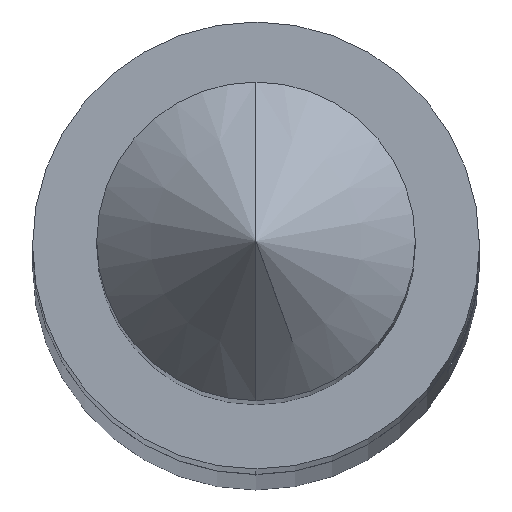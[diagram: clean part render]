
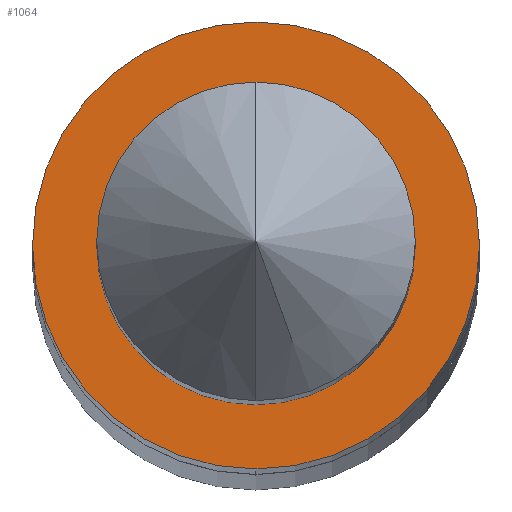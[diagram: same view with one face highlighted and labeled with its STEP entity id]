
A CAD part, top view. The second image highlights one B-rep face of the part: STEP entity #1064.
In plain terms, the highlighted planar face has unit normal (0, 0, 1).
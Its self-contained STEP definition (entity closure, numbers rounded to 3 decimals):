
#37 = DIRECTION ( 'NONE',  ( 0., 1., 0. ) ) ;
#38 = DIRECTION ( 'NONE',  ( 0., 0., -1. ) ) ;
#41 = PLANE ( 'NONE',  #2494 ) ;
#45 = CARTESIAN_POINT ( 'NONE',  ( 0., 0.17, 0. ) ) ;
#301 = ORIENTED_EDGE ( 'NONE', *, *, #2919, .T. ) ;
#822 = ORIENTED_EDGE ( 'NONE', *, *, #2476, .F. ) ;
#823 = ORIENTED_EDGE ( 'NONE', *, *, #2918, .F. ) ;
#824 = ORIENTED_EDGE ( 'NONE', *, *, #2470, .T. ) ;
#1064 = ADVANCED_FACE ( 'NONE', ( #5128, #5133 ), #41, .F. ) ;
#1524 = CIRCLE ( 'NONE', #1849, 0.17 ) ;
#1525 = CIRCLE ( 'NONE', #1850, 0.238 ) ;
#1621 = CARTESIAN_POINT ( 'NONE',  ( 0., 0., 0. ) ) ;
#1622 = DIRECTION ( 'NONE',  ( 0., 0., 1. ) ) ;
#1623 = DIRECTION ( 'NONE',  ( 0., -1., 0. ) ) ;
#1815 = AXIS2_PLACEMENT_3D ( 'NONE', #2355, #2356, #2357 ) ;
#1817 = AXIS2_PLACEMENT_3D ( 'NONE', #1621, #1622, #1623 ) ;
#1849 = AXIS2_PLACEMENT_3D ( 'NONE', #4532, #4533, #4534 ) ;
#1850 = AXIS2_PLACEMENT_3D ( 'NONE', #4535, #4536, #4537 ) ;
#2045 = VERTEX_POINT ( 'NONE', #3325 ) ;
#2046 = VERTEX_POINT ( 'NONE', #3326 ) ;
#2052 = VERTEX_POINT ( 'NONE', #3332 ) ;
#2065 = VERTEX_POINT ( 'NONE', #3345 ) ;
#2355 = CARTESIAN_POINT ( 'NONE',  ( 0., 0., 0. ) ) ;
#2356 = DIRECTION ( 'NONE',  ( 0., 0., 1. ) ) ;
#2357 = DIRECTION ( 'NONE',  ( 0., -1., 0. ) ) ;
#2470 = EDGE_CURVE ( 'NONE', #2052, #2065, #5445, .T. ) ;
#2476 = EDGE_CURVE ( 'NONE', #2045, #2046, #5456, .T. ) ;
#2494 = AXIS2_PLACEMENT_3D ( 'NONE', #45, #38, #37 ) ;
#2918 = EDGE_CURVE ( 'NONE', #2046, #2045, #1524, .T. ) ;
#2919 = EDGE_CURVE ( 'NONE', #2065, #2052, #1525, .T. ) ;
#3325 = CARTESIAN_POINT ( 'NONE',  ( 0., -0.17, 0. ) ) ;
#3326 = CARTESIAN_POINT ( 'NONE',  ( 0., 0.17, 0. ) ) ;
#3332 = CARTESIAN_POINT ( 'NONE',  ( 0., -0.239, 0. ) ) ;
#3345 = CARTESIAN_POINT ( 'NONE',  ( 0., 0.238, 0. ) ) ;
#3694 = EDGE_LOOP ( 'NONE', ( #824, #301 ) ) ;
#3718 = EDGE_LOOP ( 'NONE', ( #822, #823 ) ) ;
#4532 = CARTESIAN_POINT ( 'NONE',  ( 0., 0., 0. ) ) ;
#4533 = DIRECTION ( 'NONE',  ( 0., 0., 1. ) ) ;
#4534 = DIRECTION ( 'NONE',  ( 0., -1., 0. ) ) ;
#4535 = CARTESIAN_POINT ( 'NONE',  ( 0., 0., 0. ) ) ;
#4536 = DIRECTION ( 'NONE',  ( 0., 0., 1. ) ) ;
#4537 = DIRECTION ( 'NONE',  ( 0., -1., 0. ) ) ;
#5128 = FACE_BOUND ( 'NONE', #3718, .T. ) ;
#5133 = FACE_OUTER_BOUND ( 'NONE', #3694, .T. ) ;
#5445 = CIRCLE ( 'NONE', #1815, 0.238 ) ;
#5456 = CIRCLE ( 'NONE', #1817, 0.17 ) ;
